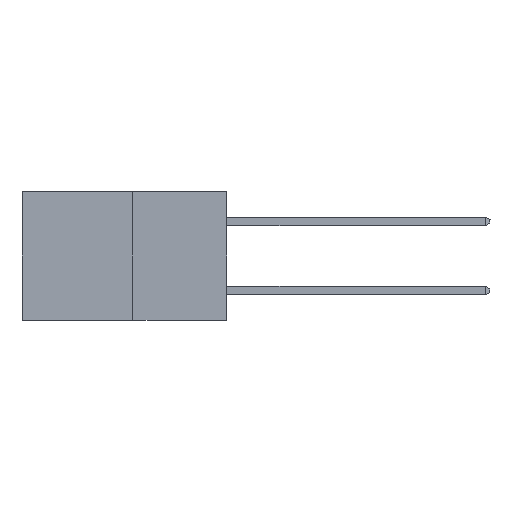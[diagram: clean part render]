
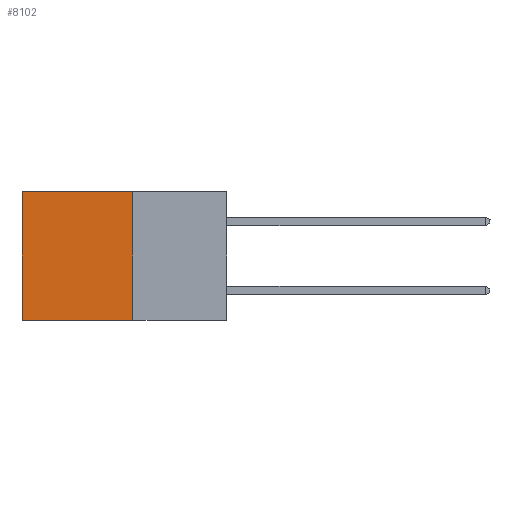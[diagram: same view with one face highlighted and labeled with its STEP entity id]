
A CAD part, left-side view. The second image highlights one B-rep face of the part: STEP entity #8102.
In plain terms, the highlighted planar face has unit normal (-1, 0, 0).
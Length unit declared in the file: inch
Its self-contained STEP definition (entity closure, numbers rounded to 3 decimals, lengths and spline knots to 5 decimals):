
#648 = VERTEX_POINT ( 'NONE', #4774 ) ;
#1280 = LINE ( 'NONE', #10825, #13053 ) ;
#2388 = VERTEX_POINT ( 'NONE', #9925 ) ;
#2497 = ORIENTED_EDGE ( 'NONE', *, *, #5839, .F. ) ;
#2511 = EDGE_CURVE ( 'NONE', #2388, #648, #6369, .T. ) ;
#3031 = DIRECTION ( 'NONE',  ( 0., 0., -1. ) ) ;
#4107 = VERTEX_POINT ( 'NONE', #13472 ) ;
#4774 = CARTESIAN_POINT ( 'NONE',  ( 0.277, 0.59, 0. ) ) ;
#4960 = LINE ( 'NONE', #9181, #14274 ) ;
#5390 = PLANE ( 'NONE',  #10355 ) ;
#5751 = ORIENTED_EDGE ( 'NONE', *, *, #9261, .F. ) ;
#5839 = EDGE_CURVE ( 'NONE', #4107, #10969, #7353, .T. ) ;
#6369 = LINE ( 'NONE', #6564, #9019 ) ;
#6477 = DIRECTION ( 'NONE',  ( 0., 0., -1. ) ) ;
#6564 = CARTESIAN_POINT ( 'NONE',  ( 0.277, 0.27, 0. ) ) ;
#7345 = FACE_OUTER_BOUND ( 'NONE', #9472, .T. ) ;
#7353 = LINE ( 'NONE', #12480, #13072 ) ;
#7561 = CARTESIAN_POINT ( 'NONE',  ( 0.277, 0.27, -0.37 ) ) ;
#7664 = ORIENTED_EDGE ( 'NONE', *, *, #9628, .T. ) ;
#8102 = ADVANCED_FACE ( 'NONE', ( #7345 ), #5390, .F. ) ;
#9019 = VECTOR ( 'NONE', #13458, 39.37008 ) ;
#9181 = CARTESIAN_POINT ( 'NONE',  ( 0.277, 0.27, -0.37 ) ) ;
#9261 = EDGE_CURVE ( 'NONE', #2388, #4107, #4960, .T. ) ;
#9472 = EDGE_LOOP ( 'NONE', ( #7664, #2497, #5751, #11785 ) ) ;
#9628 = EDGE_CURVE ( 'NONE', #648, #10969, #1280, .T. ) ;
#9925 = CARTESIAN_POINT ( 'NONE',  ( 0.277, 0.27, 0. ) ) ;
#10348 = DIRECTION ( 'NONE',  ( 0., 0., -1. ) ) ;
#10355 = AXIS2_PLACEMENT_3D ( 'NONE', #7561, #13280, #6477 ) ;
#10825 = CARTESIAN_POINT ( 'NONE',  ( 0.277, 0.59, -0.37 ) ) ;
#10969 = VERTEX_POINT ( 'NONE', #14888 ) ;
#11785 = ORIENTED_EDGE ( 'NONE', *, *, #2511, .T. ) ;
#12444 = DIRECTION ( 'NONE',  ( 0., 1., 0. ) ) ;
#12480 = CARTESIAN_POINT ( 'NONE',  ( 0.277, 0.27, -0.37 ) ) ;
#13053 = VECTOR ( 'NONE', #3031, 39.37008 ) ;
#13072 = VECTOR ( 'NONE', #12444, 39.37008 ) ;
#13280 = DIRECTION ( 'NONE',  ( 1., 0., 0. ) ) ;
#13458 = DIRECTION ( 'NONE',  ( 0., 1., 0. ) ) ;
#13472 = CARTESIAN_POINT ( 'NONE',  ( 0.277, 0.27, -0.37 ) ) ;
#14274 = VECTOR ( 'NONE', #10348, 39.37008 ) ;
#14888 = CARTESIAN_POINT ( 'NONE',  ( 0.277, 0.59, -0.37 ) ) ;
